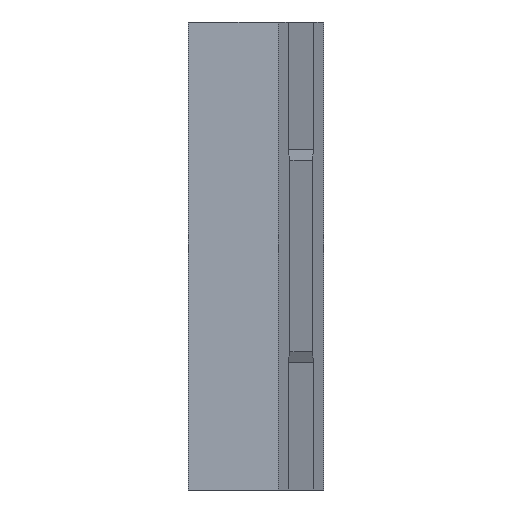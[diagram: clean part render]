
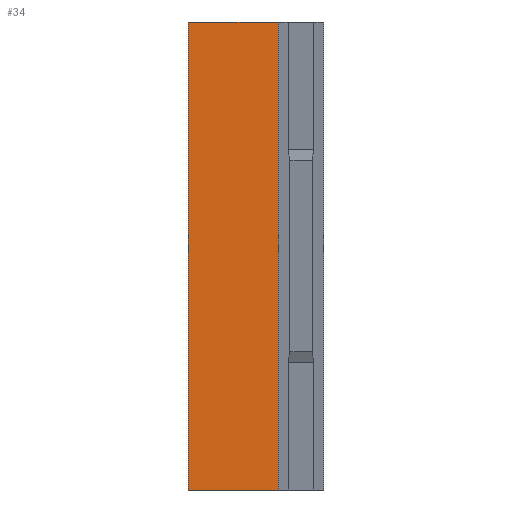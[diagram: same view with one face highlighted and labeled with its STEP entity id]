
A CAD part, left-side view. The second image highlights one B-rep face of the part: STEP entity #34.
In plain terms, the highlighted planar face has unit normal (-1, 0, 0).
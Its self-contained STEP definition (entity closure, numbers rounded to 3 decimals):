
#34=ADVANCED_FACE('',(#63),#501,.T.);
#63=FACE_OUTER_BOUND('',#93,.T.);
#93=EDGE_LOOP('',(#213,#214,#215,#216));
#213=ORIENTED_EDGE('',*,*,#286,.T.);
#214=ORIENTED_EDGE('',*,*,#276,.T.);
#215=ORIENTED_EDGE('',*,*,#272,.F.);
#216=ORIENTED_EDGE('',*,*,#284,.F.);
#272=EDGE_CURVE('',#437,#438,#353,.T.);
#276=EDGE_CURVE('',#445,#438,#357,.T.);
#284=EDGE_CURVE('',#457,#437,#365,.T.);
#286=EDGE_CURVE('',#457,#445,#367,.T.);
#353=B_SPLINE_CURVE_WITH_KNOTS('',1,(#757,#758),.UNSPECIFIED.,.F.,.F.,(2,
2),(0.,220.),.UNSPECIFIED.);
#357=B_SPLINE_CURVE_WITH_KNOTS('',1,(#765,#766),.UNSPECIFIED.,.F.,.F.,(2,
2),(0.,42.286),.UNSPECIFIED.);
#365=B_SPLINE_CURVE_WITH_KNOTS('',1,(#783,#784),.UNSPECIFIED.,.F.,.F.,(2,
2),(0.,42.286),.UNSPECIFIED.);
#367=B_SPLINE_CURVE_WITH_KNOTS('',1,(#787,#788),.UNSPECIFIED.,.F.,.F.,(2,
2),(0.,220.),.UNSPECIFIED.);
#437=VERTEX_POINT('',#701);
#438=VERTEX_POINT('',#702);
#445=VERTEX_POINT('',#709);
#457=VERTEX_POINT('',#721);
#501=PLANE('',#618);
#618=AXIS2_PLACEMENT_3D('',#682,#650,$);
#650=DIRECTION('',(-1.,0.,0.));
#682=CARTESIAN_POINT('',(-15.391,-42.286,0.));
#701=CARTESIAN_POINT('',(-15.391,0.,0.));
#702=CARTESIAN_POINT('',(-15.391,0.,220.));
#709=CARTESIAN_POINT('',(-15.391,-42.286,220.));
#721=CARTESIAN_POINT('',(-15.391,-42.286,0.));
#757=CARTESIAN_POINT('',(-15.391,0.,0.));
#758=CARTESIAN_POINT('',(-15.391,0.,220.));
#765=CARTESIAN_POINT('',(-15.391,-42.286,220.));
#766=CARTESIAN_POINT('',(-15.391,0.,220.));
#783=CARTESIAN_POINT('',(-15.391,-42.286,0.));
#784=CARTESIAN_POINT('',(-15.391,0.,0.));
#787=CARTESIAN_POINT('',(-15.391,-42.286,0.));
#788=CARTESIAN_POINT('',(-15.391,-42.286,220.));
